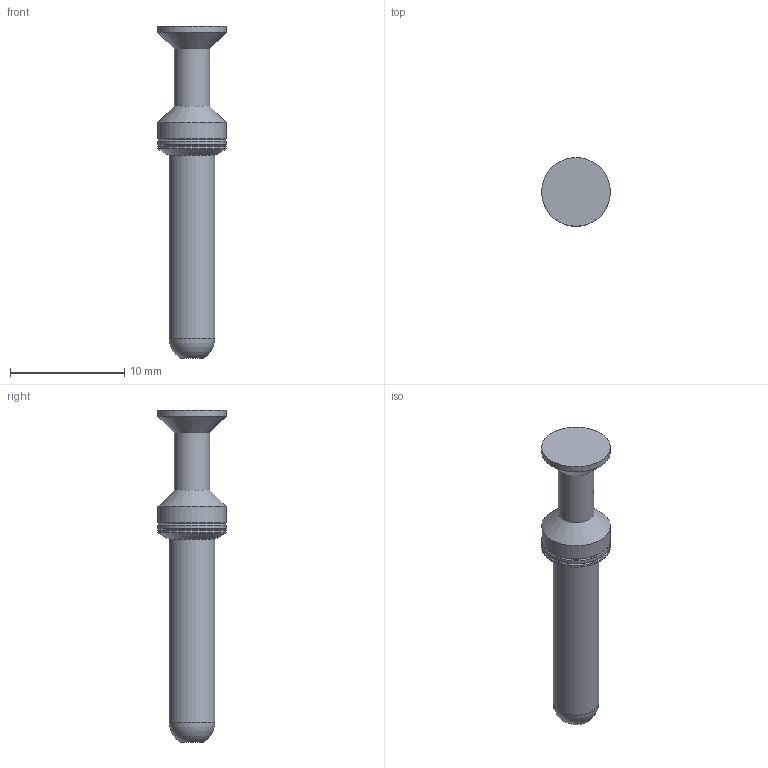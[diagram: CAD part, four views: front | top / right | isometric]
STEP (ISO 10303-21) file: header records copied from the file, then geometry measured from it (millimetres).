
FILE_DESCRIPTION(/* description */ (''),/* implementation_level */ '2;1');
FILE_NAME(/* name */ 'C3D_N_01_040_0010_1.stp',/* time_stamp */ '2016-03-01T15:40:29+01:00',/* author */ (''),/* organization */ (''),/* preprocessor_version */ 'ST-DEVELOPER v15',/* originating_system */ 'SIEMENS PLM Software NX 9.0',/* authorisation */ '');
FILE_SCHEMA (('CONFIG_CONTROL_DESIGN'));
Length unit declared in the file: millimetre
Products named in the file (1): n 01 040 0010nxm001-04
Bounding box: 6 x 6 x 29 mm (x, y, z)
Volume: 394.4 mm3; surface area: 435.4 mm2
Topology: 1 solids, 1 shells, 16 faces, 30 edges, 16 vertices
Faces by surface type: cone 7, cylinder 6, plane 2, sphere 1
Full cylindrical faces by diameter (mm): 3.1 x1, 4 x1, 6 x4
Entity records: 398 total; most frequent: DIRECTION 64, CARTESIAN_POINT 47, AXIS2_PLACEMENT_3D 32, EDGE_LOOP 30, ORIENTED_EDGE 30, FACE_BOUND 28, ADVANCED_FACE 16, VERTEX_POINT 15
